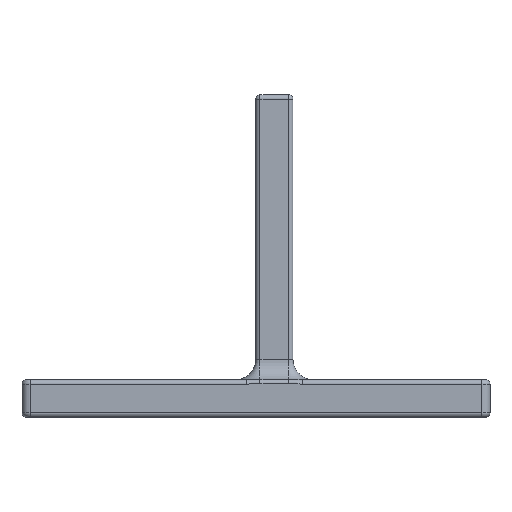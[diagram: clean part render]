
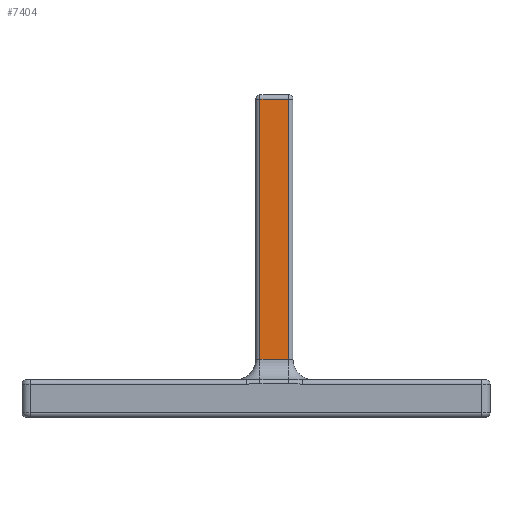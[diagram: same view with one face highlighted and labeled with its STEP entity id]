
A CAD part, front view. The second image highlights one B-rep face of the part: STEP entity #7404.
In plain terms, the highlighted planar face has unit normal (0, -1, 0).
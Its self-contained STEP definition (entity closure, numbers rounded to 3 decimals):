
#1450 = CYLINDRICAL_SURFACE('',#1451,1.);
#1451 = AXIS2_PLACEMENT_3D('',#1452,#1453,#1454);
#1452 = CARTESIAN_POINT('',(-31.3,-19.325,8.));
#1453 = DIRECTION('',(-0.,0.,-1.));
#1454 = DIRECTION('',(1.,0.,0.));
#2404 = CYLINDRICAL_SURFACE('',#2405,1.);
#2405 = AXIS2_PLACEMENT_3D('',#2406,#2407,#2408);
#2406 = CARTESIAN_POINT('',(-24.3,-19.325,8.));
#2407 = DIRECTION('',(-0.,0.,-1.));
#2408 = DIRECTION('',(1.,0.,0.));
#4392 = EDGE_CURVE('',#4393,#4395,#4397,.T.);
#4393 = VERTEX_POINT('',#4394);
#4394 = CARTESIAN_POINT('',(-31.3,-20.325,14.));
#4395 = VERTEX_POINT('',#4396);
#4396 = CARTESIAN_POINT('',(-31.3,-20.325,77.));
#4397 = SURFACE_CURVE('',#4398,(#4402,#4409),.PCURVE_S1.);
#4398 = LINE('',#4399,#4400);
#4399 = CARTESIAN_POINT('',(-31.3,-20.325,8.));
#4400 = VECTOR('',#4401,1.);
#4401 = DIRECTION('',(0.,0.,1.));
#4402 = PCURVE('',#1450,#4403);
#4403 = DEFINITIONAL_REPRESENTATION('',(#4404),#4408);
#4404 = LINE('',#4405,#4406);
#4405 = CARTESIAN_POINT('',(-4.712,0.));
#4406 = VECTOR('',#4407,1.);
#4407 = DIRECTION('',(-0.,-1.));
#4408 = ( GEOMETRIC_REPRESENTATION_CONTEXT(2) 
PARAMETRIC_REPRESENTATION_CONTEXT() REPRESENTATION_CONTEXT('2D SPACE',''
  ) );
#4409 = PCURVE('',#4410,#4415);
#4410 = PLANE('',#4411);
#4411 = AXIS2_PLACEMENT_3D('',#4412,#4413,#4414);
#4412 = CARTESIAN_POINT('',(-24.3,-20.325,8.));
#4413 = DIRECTION('',(0.,-1.,0.));
#4414 = DIRECTION('',(-1.,0.,0.));
#4415 = DEFINITIONAL_REPRESENTATION('',(#4416),#4420);
#4416 = LINE('',#4417,#4418);
#4417 = CARTESIAN_POINT('',(7.,-0.));
#4418 = VECTOR('',#4419,1.);
#4419 = DIRECTION('',(0.,-1.));
#4420 = ( GEOMETRIC_REPRESENTATION_CONTEXT(2) 
PARAMETRIC_REPRESENTATION_CONTEXT() REPRESENTATION_CONTEXT('2D SPACE',''
  ) );
#5930 = VERTEX_POINT('',#5931);
#5931 = CARTESIAN_POINT('',(-24.3,-20.325,14.));
#5953 = EDGE_CURVE('',#5930,#5954,#5956,.T.);
#5954 = VERTEX_POINT('',#5955);
#5955 = CARTESIAN_POINT('',(-24.3,-20.325,77.));
#5956 = SURFACE_CURVE('',#5957,(#5961,#5968),.PCURVE_S1.);
#5957 = LINE('',#5958,#5959);
#5958 = CARTESIAN_POINT('',(-24.3,-20.325,8.));
#5959 = VECTOR('',#5960,1.);
#5960 = DIRECTION('',(0.,0.,1.));
#5961 = PCURVE('',#2404,#5962);
#5962 = DEFINITIONAL_REPRESENTATION('',(#5963),#5967);
#5963 = LINE('',#5964,#5965);
#5964 = CARTESIAN_POINT('',(-4.712,0.));
#5965 = VECTOR('',#5966,1.);
#5966 = DIRECTION('',(-0.,-1.));
#5967 = ( GEOMETRIC_REPRESENTATION_CONTEXT(2) 
PARAMETRIC_REPRESENTATION_CONTEXT() REPRESENTATION_CONTEXT('2D SPACE',''
  ) );
#5968 = PCURVE('',#4410,#5969);
#5969 = DEFINITIONAL_REPRESENTATION('',(#5970),#5974);
#5970 = LINE('',#5971,#5972);
#5971 = CARTESIAN_POINT('',(0.,-0.));
#5972 = VECTOR('',#5973,1.);
#5973 = DIRECTION('',(0.,-1.));
#5974 = ( GEOMETRIC_REPRESENTATION_CONTEXT(2) 
PARAMETRIC_REPRESENTATION_CONTEXT() REPRESENTATION_CONTEXT('2D SPACE',''
  ) );
#6851 = CYLINDRICAL_SURFACE('',#6852,5.);
#6852 = AXIS2_PLACEMENT_3D('',#6853,#6854,#6855);
#6853 = CARTESIAN_POINT('',(-31.3,-25.325,14.));
#6854 = DIRECTION('',(1.,0.,0.));
#6855 = DIRECTION('',(0.,0.,-1.));
#7345 = CYLINDRICAL_SURFACE('',#7346,1.);
#7346 = AXIS2_PLACEMENT_3D('',#7347,#7348,#7349);
#7347 = CARTESIAN_POINT('',(-24.3,-19.325,77.));
#7348 = DIRECTION('',(-1.,0.,0.));
#7349 = DIRECTION('',(0.,0.,1.));
#7404 = ADVANCED_FACE('',(#7405),#4410,.T.);
#7405 = FACE_BOUND('',#7406,.T.);
#7406 = EDGE_LOOP('',(#7407,#7408,#7429,#7430));
#7407 = ORIENTED_EDGE('',*,*,#4392,.F.);
#7408 = ORIENTED_EDGE('',*,*,#7409,.T.);
#7409 = EDGE_CURVE('',#4393,#5930,#7410,.T.);
#7410 = SURFACE_CURVE('',#7411,(#7415,#7422),.PCURVE_S1.);
#7411 = LINE('',#7412,#7413);
#7412 = CARTESIAN_POINT('',(-31.3,-20.325,14.));
#7413 = VECTOR('',#7414,1.);
#7414 = DIRECTION('',(1.,0.,0.));
#7415 = PCURVE('',#4410,#7416);
#7416 = DEFINITIONAL_REPRESENTATION('',(#7417),#7421);
#7417 = LINE('',#7418,#7419);
#7418 = CARTESIAN_POINT('',(7.,-6.));
#7419 = VECTOR('',#7420,1.);
#7420 = DIRECTION('',(-1.,0.));
#7421 = ( GEOMETRIC_REPRESENTATION_CONTEXT(2) 
PARAMETRIC_REPRESENTATION_CONTEXT() REPRESENTATION_CONTEXT('2D SPACE',''
  ) );
#7422 = PCURVE('',#6851,#7423);
#7423 = DEFINITIONAL_REPRESENTATION('',(#7424),#7428);
#7424 = LINE('',#7425,#7426);
#7425 = CARTESIAN_POINT('',(1.571,0.));
#7426 = VECTOR('',#7427,1.);
#7427 = DIRECTION('',(0.,1.));
#7428 = ( GEOMETRIC_REPRESENTATION_CONTEXT(2) 
PARAMETRIC_REPRESENTATION_CONTEXT() REPRESENTATION_CONTEXT('2D SPACE',''
  ) );
#7429 = ORIENTED_EDGE('',*,*,#5953,.T.);
#7430 = ORIENTED_EDGE('',*,*,#7431,.T.);
#7431 = EDGE_CURVE('',#5954,#4395,#7432,.T.);
#7432 = SURFACE_CURVE('',#7433,(#7437,#7444),.PCURVE_S1.);
#7433 = LINE('',#7434,#7435);
#7434 = CARTESIAN_POINT('',(-24.3,-20.325,77.));
#7435 = VECTOR('',#7436,1.);
#7436 = DIRECTION('',(-1.,0.,0.));
#7437 = PCURVE('',#4410,#7438);
#7438 = DEFINITIONAL_REPRESENTATION('',(#7439),#7443);
#7439 = LINE('',#7440,#7441);
#7440 = CARTESIAN_POINT('',(0.,-69.));
#7441 = VECTOR('',#7442,1.);
#7442 = DIRECTION('',(1.,0.));
#7443 = ( GEOMETRIC_REPRESENTATION_CONTEXT(2) 
PARAMETRIC_REPRESENTATION_CONTEXT() REPRESENTATION_CONTEXT('2D SPACE',''
  ) );
#7444 = PCURVE('',#7345,#7445);
#7445 = DEFINITIONAL_REPRESENTATION('',(#7446),#7450);
#7446 = LINE('',#7447,#7448);
#7447 = CARTESIAN_POINT('',(-1.571,0.));
#7448 = VECTOR('',#7449,1.);
#7449 = DIRECTION('',(-0.,1.));
#7450 = ( GEOMETRIC_REPRESENTATION_CONTEXT(2) 
PARAMETRIC_REPRESENTATION_CONTEXT() REPRESENTATION_CONTEXT('2D SPACE',''
  ) );
